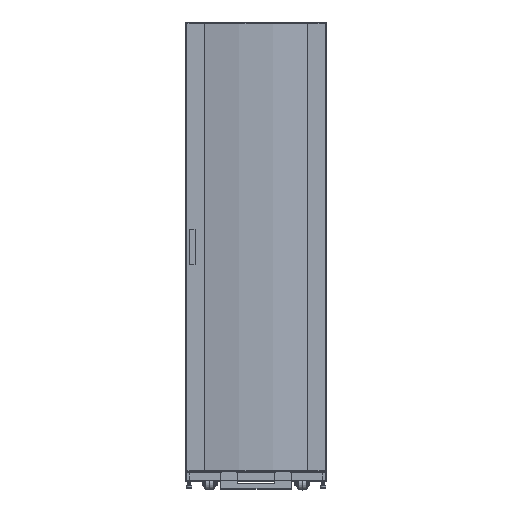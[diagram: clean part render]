
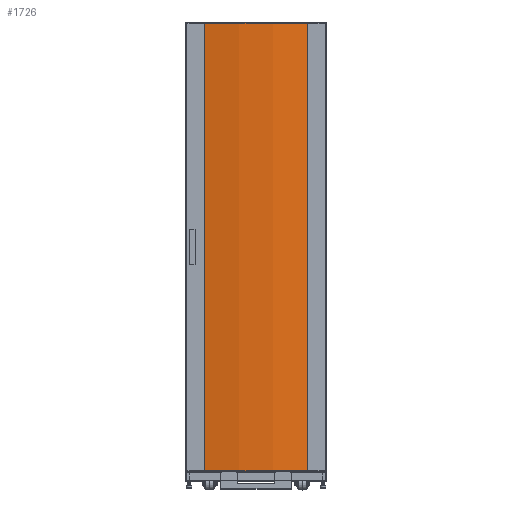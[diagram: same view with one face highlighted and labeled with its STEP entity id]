
A CAD part, top view. The second image highlights one B-rep face of the part: STEP entity #1726.
In plain terms, the highlighted cylindrical face has radius 1032.2 mm (diameter 2064.39 mm), a partial arc.
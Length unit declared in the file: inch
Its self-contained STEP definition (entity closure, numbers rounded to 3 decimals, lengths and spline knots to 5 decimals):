
#1726 = ADVANCED_FACE ( 'NONE', ( #122964 ), #146185, .T. ) ;
#4670 = ORIENTED_EDGE ( 'NONE', *, *, #89106, .T. ) ;
#5927 = EDGE_LOOP ( 'NONE', ( #24624, #133864, #45060, #4670 ) ) ;
#9499 = VERTEX_POINT ( 'NONE', #45026 ) ;
#10471 = CARTESIAN_POINT ( 'NONE',  ( -8.61998, 37.6378, 0.00045 ) ) ;
#11322 = DIRECTION ( 'NONE',  ( 0., -1., 0. ) ) ;
#18707 = EDGE_CURVE ( 'NONE', #9499, #139642, #38300, .T. ) ;
#24624 = ORIENTED_EDGE ( 'NONE', *, *, #18707, .T. ) ;
#27563 = CARTESIAN_POINT ( 'NONE',  ( 0., -37.6378, -39.71247 ) ) ;
#28380 = DIRECTION ( 'NONE',  ( 0., 1., 0. ) ) ;
#38300 = CIRCLE ( 'NONE', #59428, 40.63767 ) ;
#40828 = AXIS2_PLACEMENT_3D ( 'NONE', #103024, #11322, #151053 ) ;
#43456 = EDGE_CURVE ( 'NONE', #114562, #81144, #70921, .T. ) ;
#45026 = CARTESIAN_POINT ( 'NONE',  ( 8.61998, 37.6378, 0.00045 ) ) ;
#45060 = ORIENTED_EDGE ( 'NONE', *, *, #43456, .T. ) ;
#47912 = CARTESIAN_POINT ( 'NONE',  ( 8.61998, -37.6378, 0.00045 ) ) ;
#49227 = CARTESIAN_POINT ( 'NONE',  ( -8.61998, 37.6378, 0.00045 ) ) ;
#59428 = AXIS2_PLACEMENT_3D ( 'NONE', #149953, #87095, #76275 ) ;
#69310 = CARTESIAN_POINT ( 'NONE',  ( -8.61998, -37.6378, 0.00045 ) ) ;
#70921 = CIRCLE ( 'NONE', #107983, 40.63767 ) ;
#73667 = LINE ( 'NONE', #160576, #136334 ) ;
#76275 = DIRECTION ( 'NONE',  ( 0., 0., -1. ) ) ;
#81144 = VERTEX_POINT ( 'NONE', #47912 ) ;
#87095 = DIRECTION ( 'NONE',  ( 0., -1., 0. ) ) ;
#89106 = EDGE_CURVE ( 'NONE', #81144, #9499, #73667, .T. ) ;
#103024 = CARTESIAN_POINT ( 'NONE',  ( 0., 37.6378, -39.71247 ) ) ;
#107983 = AXIS2_PLACEMENT_3D ( 'NONE', #27563, #28380, #128529 ) ;
#111149 = EDGE_CURVE ( 'NONE', #139642, #114562, #151815, .T. ) ;
#114544 = DIRECTION ( 'NONE',  ( 0., -1., 0. ) ) ;
#114562 = VERTEX_POINT ( 'NONE', #69310 ) ;
#122964 = FACE_OUTER_BOUND ( 'NONE', #5927, .T. ) ;
#128529 = DIRECTION ( 'NONE',  ( 0., 0., -1. ) ) ;
#133864 = ORIENTED_EDGE ( 'NONE', *, *, #111149, .T. ) ;
#136334 = VECTOR ( 'NONE', #148978, 39.37008 ) ;
#139642 = VERTEX_POINT ( 'NONE', #49227 ) ;
#146185 = CYLINDRICAL_SURFACE ( 'NONE', #40828, 40.63767 ) ;
#148978 = DIRECTION ( 'NONE',  ( 0., 1., 0. ) ) ;
#149953 = CARTESIAN_POINT ( 'NONE',  ( 0., 37.6378, -39.71247 ) ) ;
#151053 = DIRECTION ( 'NONE',  ( 0., 0., -1. ) ) ;
#151815 = LINE ( 'NONE', #10471, #154847 ) ;
#154847 = VECTOR ( 'NONE', #114544, 39.37008 ) ;
#160576 = CARTESIAN_POINT ( 'NONE',  ( 8.61998, 37.6378, 0.00045 ) ) ;
